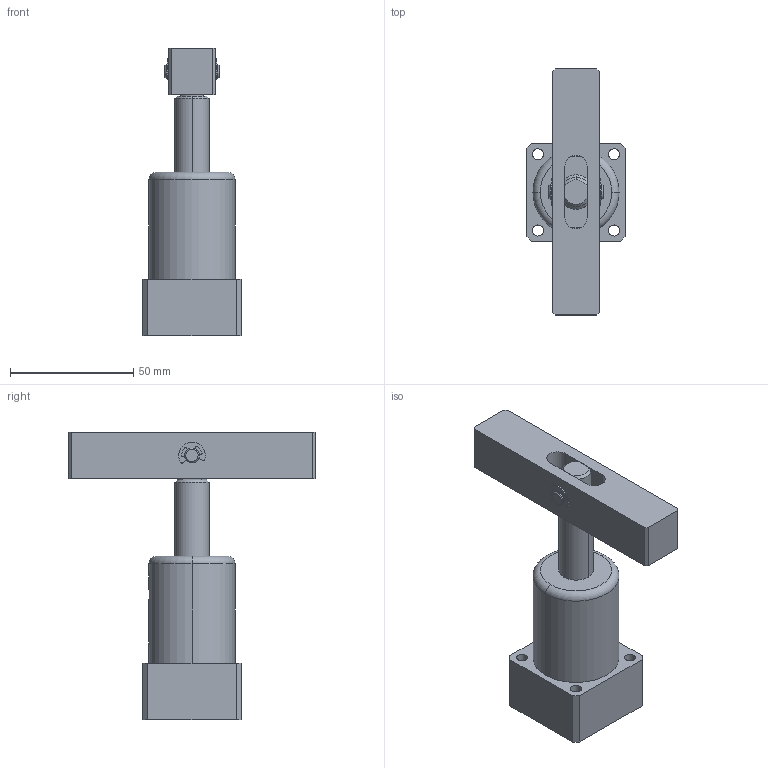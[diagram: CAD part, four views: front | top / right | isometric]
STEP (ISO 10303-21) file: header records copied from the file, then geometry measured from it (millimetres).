
FILE_DESCRIPTION (( 'STEP AP203' ), '1' );
FILE_NAME ('HCAS-25D.STEP', '2019-10-14T08:44:57', ( '微软用户' ), ( '微软中国' ), 'SwSTEP 2.0', 'SolidWorks 2012', '' );
FILE_SCHEMA (( 'CONFIG_CONTROL_DESIGN' ));
Length unit declared in the file: millimetre
Products named in the file (6): HCAS-25D; 縐遠6; HCAS-25D种; HCAS-25D-邧旋; HCAS-25掛极; HCAS-25D活塞杆
Assembly tree (6 placements, depth 2):
  HCAS-25D
    HCAS-25D活塞杆
    HCAS-25掛极
    HCAS-25D-邧旋
    HCAS-25D种
    縐遠6  x2
Bounding box: 40 x 100 x 117 mm (x, y, z)
Volume: 102790.6 mm3; surface area: 31734.2 mm2
Topology: 6 solids, 6 shells, 217 faces, 552 edges, 358 vertices
Faces by surface type: plane 91, cylinder 89, bspline 16, cone 13, torus 8
Entity records: 7058 total; most frequent: CARTESIAN_POINT 1906, DIRECTION 942, ORIENTED_EDGE 928, EDGE_CURVE 464, AXIS2_PLACEMENT_3D 344, VERTEX_POINT 302, VECTOR 254, LINE 254
